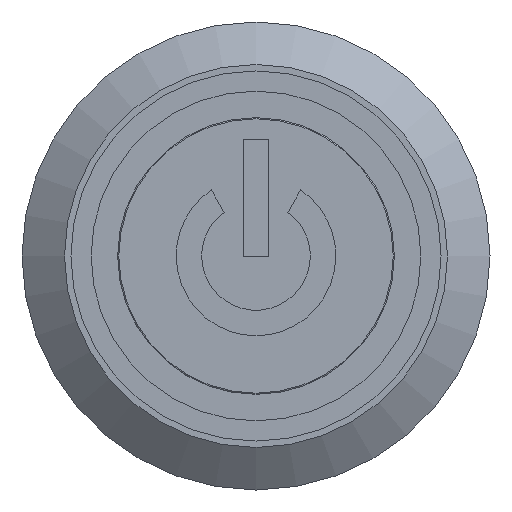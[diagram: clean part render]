
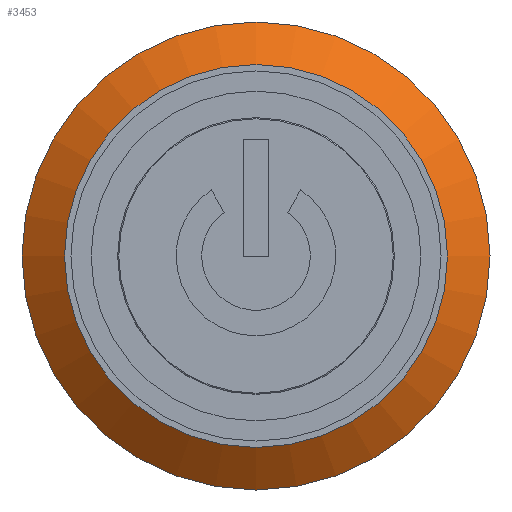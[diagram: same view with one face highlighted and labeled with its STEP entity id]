
A CAD part, front view. The second image highlights one B-rep face of the part: STEP entity #3453.
In plain terms, the highlighted conical face has half-angle 53.13 degrees and reference radius 10 mm.
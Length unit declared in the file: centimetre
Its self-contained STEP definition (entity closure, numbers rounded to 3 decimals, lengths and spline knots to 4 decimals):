
#21=CONICAL_SURFACE('',#3855,1.,0.927);
#288=FACE_OUTER_BOUND('',#490,.T.);
#490=EDGE_LOOP('',(#3138,#3139,#3140,#3141));
#783=LINE('',#6143,#1071);
#1071=VECTOR('',#4920,1.);
#1285=CIRCLE('',#3854,1.1);
#1286=CIRCLE('',#3856,0.9);
#1623=VERTEX_POINT('',#6137);
#1624=VERTEX_POINT('',#6141);
#2130=EDGE_CURVE('',#1623,#1623,#1285,.T.);
#2132=EDGE_CURVE('',#1624,#1624,#1286,.T.);
#2133=EDGE_CURVE('',#1624,#1623,#783,.T.);
#3138=ORIENTED_EDGE('',*,*,#2132,.F.);
#3139=ORIENTED_EDGE('',*,*,#2133,.T.);
#3140=ORIENTED_EDGE('',*,*,#2130,.T.);
#3141=ORIENTED_EDGE('',*,*,#2133,.F.);
#3453=ADVANCED_FACE('',(#288),#21,.T.);
#3854=AXIS2_PLACEMENT_3D('',#6138,#4913,#4914);
#3855=AXIS2_PLACEMENT_3D('',#6140,#4916,#4917);
#3856=AXIS2_PLACEMENT_3D('',#6142,#4918,#4919);
#4913=DIRECTION('center_axis',(0.,-1.,0.));
#4914=DIRECTION('ref_axis',(-1.,0.,0.));
#4916=DIRECTION('center_axis',(0.,1.,0.));
#4917=DIRECTION('ref_axis',(-1.,0.,0.));
#4918=DIRECTION('center_axis',(0.,-1.,0.));
#4919=DIRECTION('ref_axis',(-1.,0.,0.));
#4920=DIRECTION('',(0.8,0.6,0.));
#6137=CARTESIAN_POINT('',(1.1,-0.05,0.));
#6138=CARTESIAN_POINT('Origin',(0.,-0.05,0.));
#6140=CARTESIAN_POINT('Origin',(0.,-0.125,0.));
#6141=CARTESIAN_POINT('',(0.9,-0.2,0.));
#6142=CARTESIAN_POINT('Origin',(0.,-0.2,0.));
#6143=CARTESIAN_POINT('',(1.,-0.125,0.));
